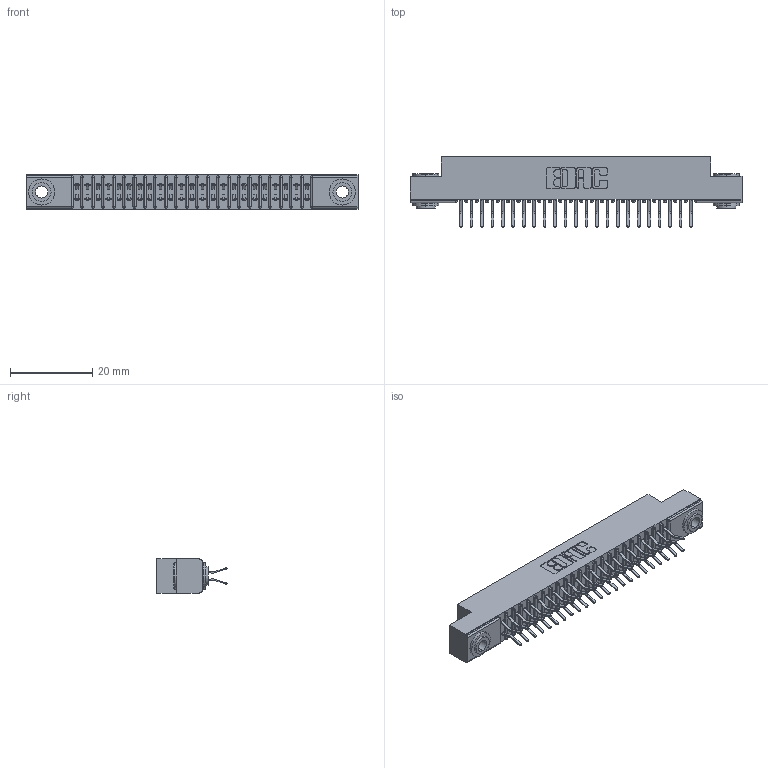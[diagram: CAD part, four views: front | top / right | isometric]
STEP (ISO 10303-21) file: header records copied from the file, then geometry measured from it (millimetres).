
FILE_DESCRIPTION (( 'STEP AP203' ), '1' );
FILE_NAME ('341-046-556-203.STEP', '2018-08-07T11:12:00', ( '' ), ( '' ), 'SwSTEP 2.0', 'SolidWorks 2016', '' );
FILE_SCHEMA (( 'CONFIG_CONTROL_DESIGN' ));
Length unit declared in the file: inch
Products named in the file (4): 345-250-002_345-250-002-102; 341-046-556-203; 341 Part_.156 (3.96) Dia Mounting Holes; 341-292-001_341-292-156
Assembly tree (49 placements, depth 2):
  341-046-556-203
    341 Part_.156 (3.96) Dia Mounting Holes
    341-292-001_341-292-156  x46
    345-250-002_345-250-002-102  x2
Bounding box: 80.64 x 17.07 x 8.38 mm (x, y, z)
Volume: 4604.4 mm3; surface area: 10000.8 mm2
Topology: 49 solids, 49 shells, 3388 faces, 9789 edges, 6350 vertices
Faces by surface type: plane 1932, cylinder 1356, sphere 48, torus 44, cone 8
Entity records: 31571 total; most frequent: CARTESIAN_POINT 5230, ORIENTED_EDGE 5186, DIRECTION 5109, EDGE_CURVE 2593, VECTOR 2059, LINE 2059, VERTEX_POINT 1646, AXIS2_PLACEMENT_3D 1525
